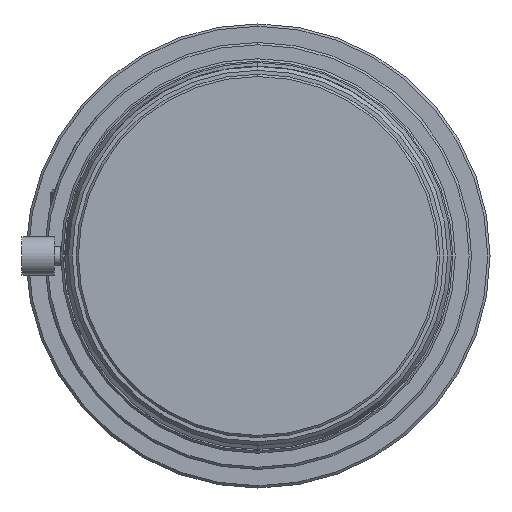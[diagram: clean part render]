
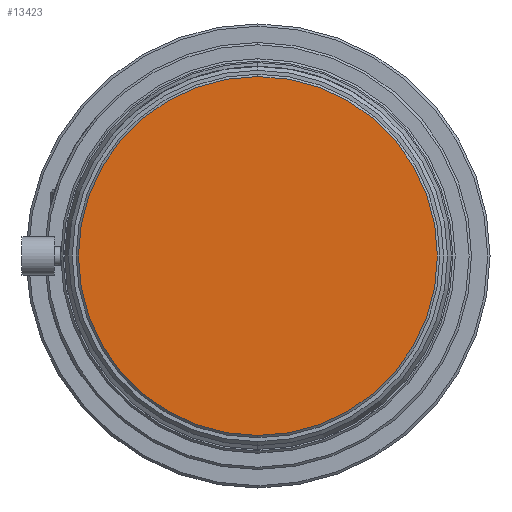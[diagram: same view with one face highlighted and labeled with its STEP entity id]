
A CAD part, left-side view. The second image highlights one B-rep face of the part: STEP entity #13423.
In plain terms, the highlighted planar face has unit normal (-1, 0, 0).
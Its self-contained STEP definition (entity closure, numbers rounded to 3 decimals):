
#1289 = ORIENTED_EDGE ( 'NONE', *, *, #4172, .T. ) ;
#1390 = AXIS2_PLACEMENT_3D ( 'NONE', #2139, #14470, #8228 ) ;
#2139 = CARTESIAN_POINT ( 'NONE',  ( 0., 0., 0. ) ) ;
#2141 = CIRCLE ( 'NONE', #7298, 23.2 ) ;
#2329 = CARTESIAN_POINT ( 'NONE',  ( 0., 0., 23.2 ) ) ;
#2706 = FACE_OUTER_BOUND ( 'NONE', #3347, .T. ) ;
#2893 = PLANE ( 'NONE',  #20200 ) ;
#3347 = EDGE_LOOP ( 'NONE', ( #1289, #22443 ) ) ;
#3771 = CIRCLE ( 'NONE', #1390, 23.2 ) ;
#4172 = EDGE_CURVE ( 'NONE', #17198, #14309, #3771, .T. ) ;
#6928 = DIRECTION ( 'NONE',  ( 0., 0., -1. ) ) ;
#7298 = AXIS2_PLACEMENT_3D ( 'NONE', #21819, #15460, #19823 ) ;
#8228 = DIRECTION ( 'NONE',  ( 0., 0., 1. ) ) ;
#10676 = EDGE_CURVE ( 'NONE', #14309, #17198, #2141, .T. ) ;
#13423 = ADVANCED_FACE ( 'NONE', ( #2706 ), #2893, .F. ) ;
#14309 = VERTEX_POINT ( 'NONE', #2329 ) ;
#14470 = DIRECTION ( 'NONE',  ( -1., 0., 0. ) ) ;
#15402 = CARTESIAN_POINT ( 'NONE',  ( 0., 0., -23.2 ) ) ;
#15460 = DIRECTION ( 'NONE',  ( -1., 0., 0. ) ) ;
#17198 = VERTEX_POINT ( 'NONE', #15402 ) ;
#19823 = DIRECTION ( 'NONE',  ( 0., 0., 1. ) ) ;
#20200 = AXIS2_PLACEMENT_3D ( 'NONE', #23023, #25171, #6928 ) ;
#21819 = CARTESIAN_POINT ( 'NONE',  ( 0., 0., 0. ) ) ;
#22443 = ORIENTED_EDGE ( 'NONE', *, *, #10676, .T. ) ;
#23023 = CARTESIAN_POINT ( 'NONE',  ( 0., 23.2, 0. ) ) ;
#25171 = DIRECTION ( 'NONE',  ( 1., 0., 0. ) ) ;
